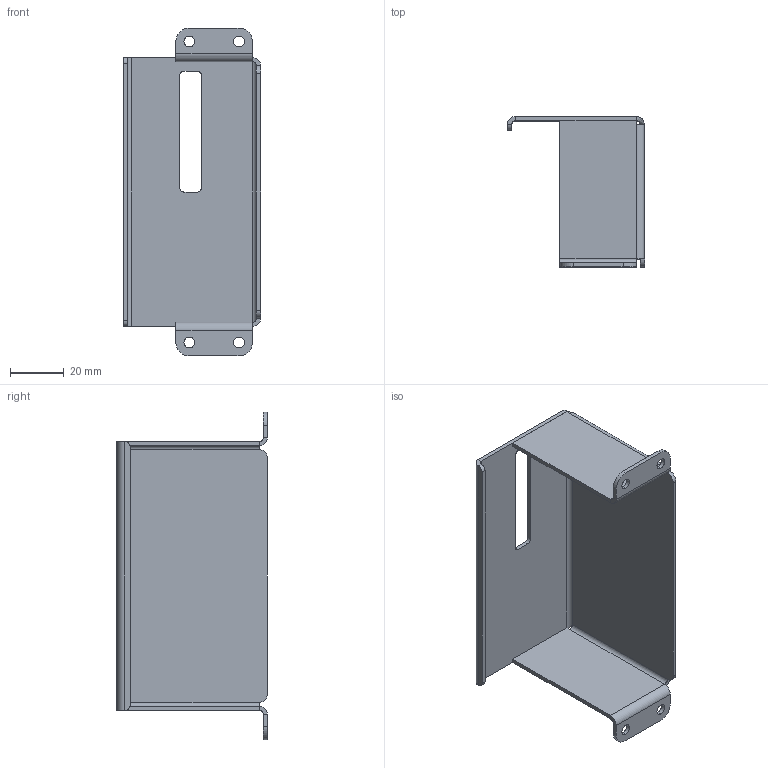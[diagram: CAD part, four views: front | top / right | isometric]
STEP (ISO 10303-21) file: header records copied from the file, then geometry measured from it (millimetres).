
FILE_DESCRIPTION (( 'STEP AP214' ), '1' );
FILE_NAME ('Cache Gache.STEP', '2022-08-31T10:12:33', ( '' ), ( '' ), 'SwSTEP 2.0', 'SolidWorks 2020', '' );
FILE_SCHEMA (( 'AUTOMOTIVE_DESIGN' ));
Length unit declared in the file: millimetre
Products named in the file (1): Cache Gache
Bounding box: 51 x 56 x 122 mm (x, y, z)
Volume: 20953.6 mm3; surface area: 29043.7 mm2
Topology: 1 solids, 1 shells, 78 faces, 180 edges, 104 vertices
Faces by surface type: plane 44, cylinder 32, bspline 2
Entity records: 2274 total; most frequent: CARTESIAN_POINT 445, DIRECTION 386, ORIENTED_EDGE 360, EDGE_CURVE 180, AXIS2_PLACEMENT_3D 137, LINE 112, VECTOR 112, VERTEX_POINT 104
